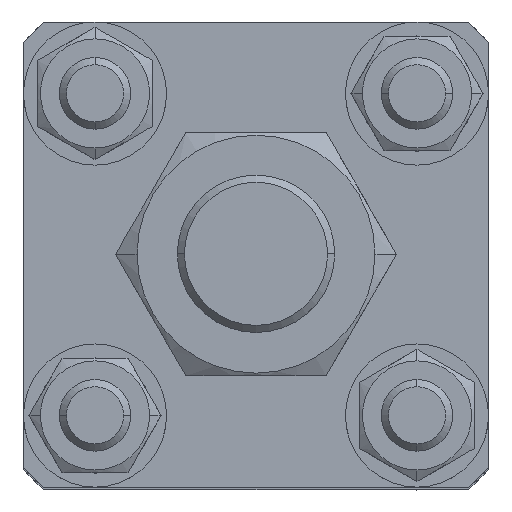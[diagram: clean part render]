
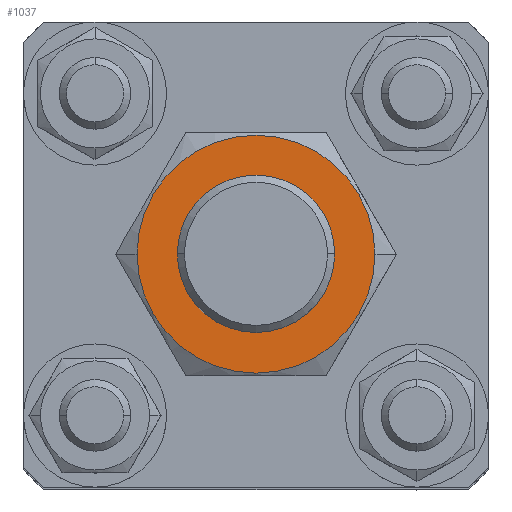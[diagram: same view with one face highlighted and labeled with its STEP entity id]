
A CAD part, top view. The second image highlights one B-rep face of the part: STEP entity #1037.
In plain terms, the highlighted planar face has unit normal (0, 0, 1).
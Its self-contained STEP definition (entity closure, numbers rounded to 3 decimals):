
#41 = ORIENTED_EDGE ( 'NONE', *, *, #1838, .F. ) ;
#48 = ORIENTED_EDGE ( 'NONE', *, *, #1866, .T. ) ;
#49 = ORIENTED_EDGE ( 'NONE', *, *, #1867, .F. ) ;
#52 = ORIENTED_EDGE ( 'NONE', *, *, #1832, .T. ) ;
#577 = VERTEX_POINT ( 'NONE', #4772 ) ;
#581 = VERTEX_POINT ( 'NONE', #4776 ) ;
#1037 = ADVANCED_FACE ( 'NONE', ( #5464, #5467 ), #6060, .T. ) ;
#1517 = EDGE_LOOP ( 'NONE', ( #41, #49 ) ) ;
#1523 = EDGE_LOOP ( 'NONE', ( #52, #48 ) ) ;
#1832 = EDGE_CURVE ( 'NONE', #2169, #2170, #5742, .T. ) ;
#1838 = EDGE_CURVE ( 'NONE', #577, #581, #5751, .T. ) ;
#1866 = EDGE_CURVE ( 'NONE', #2170, #2169, #5781, .T. ) ;
#1867 = EDGE_CURVE ( 'NONE', #581, #577, #5782, .T. ) ;
#2169 = VERTEX_POINT ( 'NONE', #7783 ) ;
#2170 = VERTEX_POINT ( 'NONE', #7784 ) ;
#4772 = CARTESIAN_POINT ( 'NONE',  ( -16.625, 0., 0. ) ) ;
#4776 = CARTESIAN_POINT ( 'NONE',  ( 16.625, 0., 0. ) ) ;
#5227 = AXIS2_PLACEMENT_3D ( 'NONE', #6061, #6066, #6067 ) ;
#5349 = AXIS2_PLACEMENT_3D ( 'NONE', #6890, #6891, #6892 ) ;
#5352 = AXIS2_PLACEMENT_3D ( 'NONE', #6906, #6907, #6908 ) ;
#5356 = AXIS2_PLACEMENT_3D ( 'NONE', #7106, #7107, #7108 ) ;
#5357 = AXIS2_PLACEMENT_3D ( 'NONE', #7109, #7110, #7111 ) ;
#5464 = FACE_BOUND ( 'NONE', #1523, .T. ) ;
#5467 = FACE_OUTER_BOUND ( 'NONE', #1517, .T. ) ;
#5742 = CIRCLE ( 'NONE', #5349, 10.747 ) ;
#5751 = CIRCLE ( 'NONE', #5352, 16.625 ) ;
#5781 = CIRCLE ( 'NONE', #5356, 10.747 ) ;
#5782 = CIRCLE ( 'NONE', #5357, 16.625 ) ;
#6060 = PLANE ( 'NONE',  #5227 ) ;
#6061 = CARTESIAN_POINT ( 'NONE',  ( 9.815, -17., 0. ) ) ;
#6066 = DIRECTION ( 'NONE',  ( 0., 0., 1. ) ) ;
#6067 = DIRECTION ( 'NONE',  ( 1., 0., 0. ) ) ;
#6890 = CARTESIAN_POINT ( 'NONE',  ( 0., 0., 0. ) ) ;
#6891 = DIRECTION ( 'NONE',  ( 0., 0., -1. ) ) ;
#6892 = DIRECTION ( 'NONE',  ( 1., 0., 0. ) ) ;
#6906 = CARTESIAN_POINT ( 'NONE',  ( 0., 0., 0. ) ) ;
#6907 = DIRECTION ( 'NONE',  ( 0., 0., -1. ) ) ;
#6908 = DIRECTION ( 'NONE',  ( -1., 0., 0. ) ) ;
#7106 = CARTESIAN_POINT ( 'NONE',  ( 0., 0., 0. ) ) ;
#7107 = DIRECTION ( 'NONE',  ( 0., 0., -1. ) ) ;
#7108 = DIRECTION ( 'NONE',  ( 1., 0., 0. ) ) ;
#7109 = CARTESIAN_POINT ( 'NONE',  ( 0., 0., 0. ) ) ;
#7110 = DIRECTION ( 'NONE',  ( 0., 0., -1. ) ) ;
#7111 = DIRECTION ( 'NONE',  ( -1., 0., 0. ) ) ;
#7783 = CARTESIAN_POINT ( 'NONE',  ( 10.747, 0., 0. ) ) ;
#7784 = CARTESIAN_POINT ( 'NONE',  ( -10.747, 0., 0. ) ) ;
